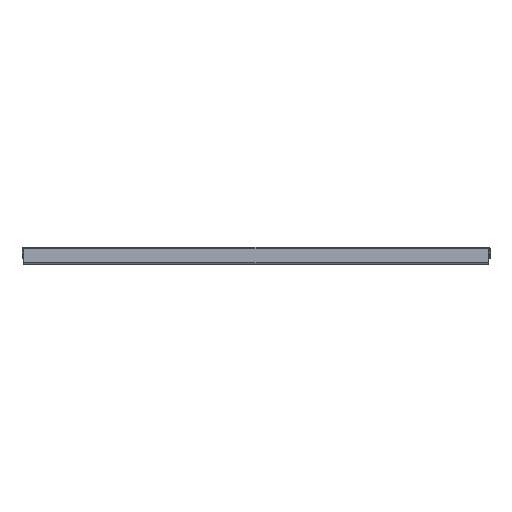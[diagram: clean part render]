
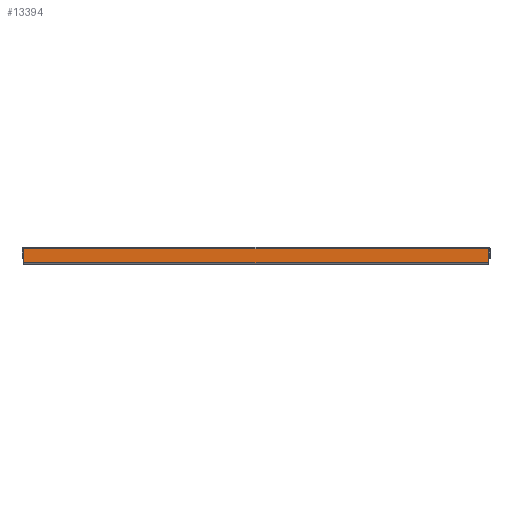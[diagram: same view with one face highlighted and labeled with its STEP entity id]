
A CAD part, top view. The second image highlights one B-rep face of the part: STEP entity #13394.
In plain terms, the highlighted planar face has unit normal (0, 0, 1).
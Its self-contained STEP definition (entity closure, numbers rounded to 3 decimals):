
#348 = EDGE_LOOP ( 'NONE', ( #5534, #11826, #13657, #15705 ) ) ;
#1135 = DIRECTION ( 'NONE',  ( 0., 0., 1. ) ) ;
#2042 = CARTESIAN_POINT ( 'NONE',  ( -446., -1.5, 299. ) ) ;
#2135 = DIRECTION ( 'NONE',  ( 0., 1., 0. ) ) ;
#2204 = DIRECTION ( 'NONE',  ( 0., -1., 0. ) ) ;
#2224 = CARTESIAN_POINT ( 'NONE',  ( 446., -3., 299. ) ) ;
#2398 = EDGE_CURVE ( 'NONE', #10133, #12323, #17364, .T. ) ;
#2791 = DIRECTION ( 'NONE',  ( 0., -1., 0. ) ) ;
#3958 = CARTESIAN_POINT ( 'NONE',  ( -446., -30., 299. ) ) ;
#5352 = PLANE ( 'NONE',  #19425 ) ;
#5379 = DIRECTION ( 'NONE',  ( -1., 0., 0. ) ) ;
#5534 = ORIENTED_EDGE ( 'NONE', *, *, #14889, .F. ) ;
#6520 = CARTESIAN_POINT ( 'NONE',  ( 446., -30., 299. ) ) ;
#6606 = VECTOR ( 'NONE', #2204, 1000. ) ;
#7816 = VECTOR ( 'NONE', #14115, 1000. ) ;
#8396 = EDGE_CURVE ( 'NONE', #10641, #12323, #15044, .T. ) ;
#9819 = VECTOR ( 'NONE', #5379, 1000. ) ;
#10133 = VERTEX_POINT ( 'NONE', #2224 ) ;
#10641 = VERTEX_POINT ( 'NONE', #3958 ) ;
#11002 = VERTEX_POINT ( 'NONE', #15358 ) ;
#11302 = CARTESIAN_POINT ( 'NONE',  ( -446., -30., 299. ) ) ;
#11512 = VECTOR ( 'NONE', #2135, 1000. ) ;
#11826 = ORIENTED_EDGE ( 'NONE', *, *, #2398, .T. ) ;
#12323 = VERTEX_POINT ( 'NONE', #18024 ) ;
#13394 = ADVANCED_FACE ( 'NONE', ( #17671 ), #5352, .T. ) ;
#13657 = ORIENTED_EDGE ( 'NONE', *, *, #8396, .F. ) ;
#14018 = CARTESIAN_POINT ( 'NONE',  ( 0., -3., 299. ) ) ;
#14115 = DIRECTION ( 'NONE',  ( -1., 0., 0. ) ) ;
#14889 = EDGE_CURVE ( 'NONE', #10133, #11002, #15698, .T. ) ;
#15044 = LINE ( 'NONE', #2042, #11512 ) ;
#15358 = CARTESIAN_POINT ( 'NONE',  ( 446., -30., 299. ) ) ;
#15698 = LINE ( 'NONE', #6520, #6606 ) ;
#15705 = ORIENTED_EDGE ( 'NONE', *, *, #17703, .F. ) ;
#16298 = CARTESIAN_POINT ( 'NONE',  ( 0., 0., 299. ) ) ;
#17364 = LINE ( 'NONE', #14018, #7816 ) ;
#17671 = FACE_OUTER_BOUND ( 'NONE', #348, .T. ) ;
#17703 = EDGE_CURVE ( 'NONE', #11002, #10641, #18874, .T. ) ;
#18024 = CARTESIAN_POINT ( 'NONE',  ( -446., -3., 299. ) ) ;
#18874 = LINE ( 'NONE', #11302, #9819 ) ;
#19425 = AXIS2_PLACEMENT_3D ( 'NONE', #16298, #1135, #2791 ) ;
